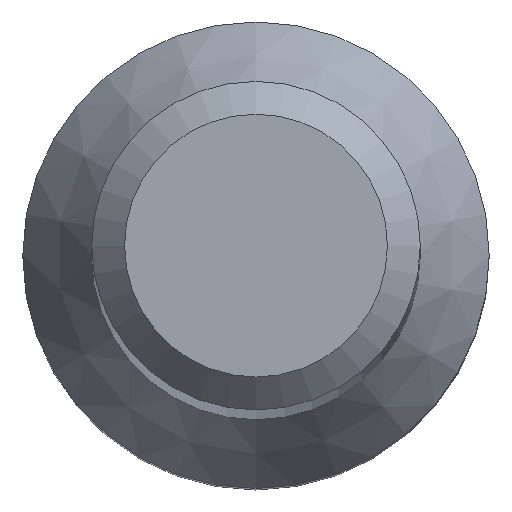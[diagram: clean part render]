
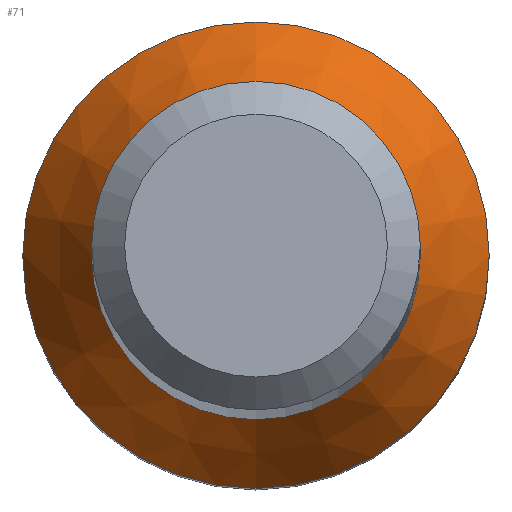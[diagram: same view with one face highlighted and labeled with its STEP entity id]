
A CAD part, top view. The second image highlights one B-rep face of the part: STEP entity #71.
In plain terms, the highlighted conical face has half-angle 30 degrees and reference radius 4.26 mm.
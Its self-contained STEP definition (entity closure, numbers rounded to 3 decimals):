
#7 = EDGE_LOOP ( 'NONE', ( #86 ) ) ;
#14 = CARTESIAN_POINT ( 'NONE',  ( 0., 0., 16. ) ) ;
#33 = EDGE_CURVE ( 'NONE', #187, #187, #46, .T. ) ;
#35 = FACE_OUTER_BOUND ( 'NONE', #213, .T. ) ;
#42 = DIRECTION ( 'NONE',  ( 0., 1., 0. ) ) ;
#45 = EDGE_CURVE ( 'NONE', #228, #228, #206, .T. ) ;
#46 = CIRCLE ( 'NONE', #79, 4.26 ) ;
#47 = CARTESIAN_POINT ( 'NONE',  ( 0., 3., 18.182 ) ) ;
#62 = AXIS2_PLACEMENT_3D ( 'NONE', #119, #103, #67 ) ;
#67 = DIRECTION ( 'NONE',  ( 0., 1., 0. ) ) ;
#71 = ADVANCED_FACE ( 'NONE', ( #76, #35 ), #164, .T. ) ;
#73 = DIRECTION ( 'NONE',  ( 0., 0., -1. ) ) ;
#76 = FACE_BOUND ( 'NONE', #7, .T. ) ;
#78 = DIRECTION ( 'NONE',  ( 0., 0., -1. ) ) ;
#79 = AXIS2_PLACEMENT_3D ( 'NONE', #153, #73, #193 ) ;
#86 = ORIENTED_EDGE ( 'NONE', *, *, #45, .T. ) ;
#103 = DIRECTION ( 'NONE',  ( 0., 0., -1. ) ) ;
#119 = CARTESIAN_POINT ( 'NONE',  ( 0., 0., 18.182 ) ) ;
#153 = CARTESIAN_POINT ( 'NONE',  ( 0., 0., 16. ) ) ;
#164 = CONICAL_SURFACE ( 'NONE', #240, 4.26, 0.524 ) ;
#187 = VERTEX_POINT ( 'NONE', #219 ) ;
#193 = DIRECTION ( 'NONE',  ( 0., 1., 0. ) ) ;
#206 = CIRCLE ( 'NONE', #62, 3. ) ;
#213 = EDGE_LOOP ( 'NONE', ( #227 ) ) ;
#219 = CARTESIAN_POINT ( 'NONE',  ( 0., 4.26, 16. ) ) ;
#227 = ORIENTED_EDGE ( 'NONE', *, *, #33, .F. ) ;
#228 = VERTEX_POINT ( 'NONE', #47 ) ;
#240 = AXIS2_PLACEMENT_3D ( 'NONE', #14, #78, #42 ) ;
